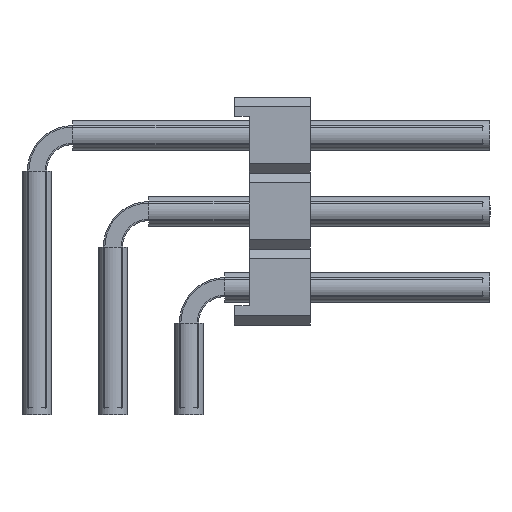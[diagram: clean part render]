
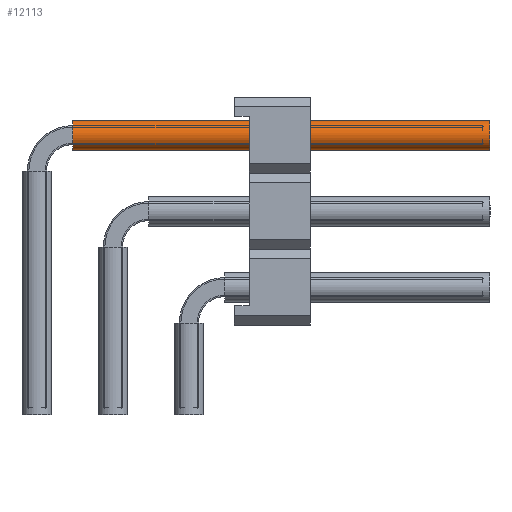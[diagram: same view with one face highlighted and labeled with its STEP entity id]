
A CAD part, left-side view. The second image highlights one B-rep face of the part: STEP entity #12113.
In plain terms, the highlighted cylindrical face has radius 0.5 mm (diameter 1 mm), a full revolution.
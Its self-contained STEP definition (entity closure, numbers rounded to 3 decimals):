
#6438=ORIENTED_EDGE('',*,*,#8248,.F.);
#6439=ORIENTED_EDGE('',*,*,#8249,.T.);
#8248=EDGE_CURVE('',#9428,#9428,#9904,.T.);
#8249=EDGE_CURVE('',#9429,#9429,#9905,.T.);
#9428=VERTEX_POINT('',#20212);
#9429=VERTEX_POINT('',#20214);
#9904=CIRCLE('',#13259,0.5);
#9905=CIRCLE('',#13260,0.5);
#10588=EDGE_LOOP('',(#6438));
#10589=EDGE_LOOP('',(#6439));
#11286=FACE_BOUND('',#10588,.T.);
#11287=FACE_BOUND('',#10589,.T.);
#11537=CYLINDRICAL_SURFACE('',#13258,0.5);
#12113=ADVANCED_FACE('',(#11286,#11287),#11537,.F.);
#13258=AXIS2_PLACEMENT_3D('',#20210,#16615,#16616);
#13259=AXIS2_PLACEMENT_3D('',#20211,#16617,#16618);
#13260=AXIS2_PLACEMENT_3D('',#20213,#16619,#16620);
#16615=DIRECTION('',(1.,0.,0.));
#16616=DIRECTION('',(0.,0.,-1.));
#16617=DIRECTION('',(-1.,0.,0.));
#16618=DIRECTION('',(0.,0.,1.));
#16619=DIRECTION('',(-1.,0.,0.));
#16620=DIRECTION('',(0.,0.,1.));
#20210=CARTESIAN_POINT('',(1.2,0.,9.35));
#20211=CARTESIAN_POINT('',(15.14,0.,9.35));
#20212=CARTESIAN_POINT('',(15.14,0.,9.85));
#20213=CARTESIAN_POINT('',(1.2,0.,9.35));
#20214=CARTESIAN_POINT('',(1.2,0.,9.85));
